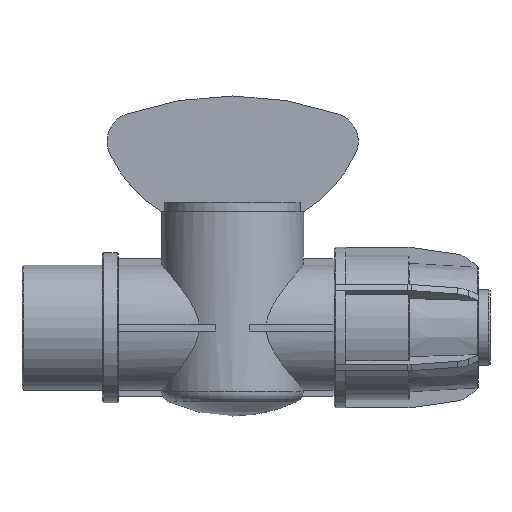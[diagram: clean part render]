
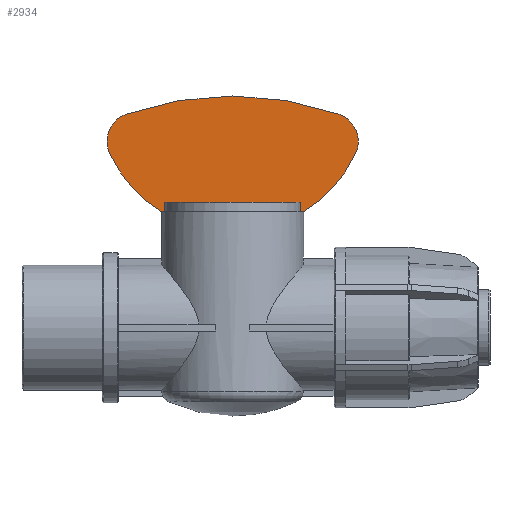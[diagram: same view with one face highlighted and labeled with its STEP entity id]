
A CAD part, front view. The second image highlights one B-rep face of the part: STEP entity #2934.
In plain terms, the highlighted planar face has unit normal (0, -1, 0).
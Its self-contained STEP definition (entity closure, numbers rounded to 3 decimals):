
#148=FACE_OUTER_BOUND('',#313,.T.);
#313=EDGE_LOOP('',(#1992,#1993,#1994,#1995,#1996,#1997,#1998,#1999,#2000,
#2001,#2002,#2003));
#494=CIRCLE('',#3109,6.114);
#495=CIRCLE('',#3111,28.727);
#499=CIRCLE('',#3119,67.653);
#500=CIRCLE('',#3120,6.114);
#501=CIRCLE('',#3121,28.727);
#615=LINE('',#4276,#903);
#616=LINE('',#4280,#904);
#617=LINE('',#4282,#905);
#625=LINE('',#4315,#913);
#626=LINE('',#4318,#914);
#629=LINE('',#4327,#917);
#632=LINE('',#4342,#920);
#903=VECTOR('',#3390,28.723);
#904=VECTOR('',#3395,2.);
#905=VECTOR('',#3396,2.);
#913=VECTOR('',#3428,0.505);
#914=VECTOR('',#3431,0.505);
#917=VECTOR('',#3442,0.134);
#920=VECTOR('',#3461,0.134);
#1191=VERTEX_POINT('',#4274);
#1192=VERTEX_POINT('',#4275);
#1193=VERTEX_POINT('',#4279);
#1194=VERTEX_POINT('',#4281);
#1207=VERTEX_POINT('',#4314);
#1208=VERTEX_POINT('',#4316);
#1210=VERTEX_POINT('',#4325);
#1211=VERTEX_POINT('',#4329);
#1212=VERTEX_POINT('',#4331);
#1214=VERTEX_POINT('',#4341);
#1215=VERTEX_POINT('',#4348);
#1216=VERTEX_POINT('',#4350);
#1492=EDGE_CURVE('',#1191,#1192,#615,.T.);
#1494=EDGE_CURVE('',#1192,#1193,#616,.T.);
#1495=EDGE_CURVE('',#1194,#1191,#617,.T.);
#1511=EDGE_CURVE('',#1194,#1207,#625,.T.);
#1513=EDGE_CURVE('',#1208,#1193,#626,.T.);
#1518=EDGE_CURVE('',#1210,#1208,#629,.T.);
#1520=EDGE_CURVE('',#1211,#1212,#494,.T.);
#1522=EDGE_CURVE('',#1212,#1210,#495,.T.);
#1525=EDGE_CURVE('',#1214,#1207,#632,.T.);
#1529=EDGE_CURVE('',#1215,#1211,#499,.T.);
#1530=EDGE_CURVE('',#1215,#1216,#500,.T.);
#1531=EDGE_CURVE('',#1216,#1214,#501,.T.);
#1992=ORIENTED_EDGE('',*,*,#1494,.T.);
#1993=ORIENTED_EDGE('',*,*,#1513,.F.);
#1994=ORIENTED_EDGE('',*,*,#1518,.F.);
#1995=ORIENTED_EDGE('',*,*,#1522,.F.);
#1996=ORIENTED_EDGE('',*,*,#1520,.F.);
#1997=ORIENTED_EDGE('',*,*,#1529,.F.);
#1998=ORIENTED_EDGE('',*,*,#1530,.T.);
#1999=ORIENTED_EDGE('',*,*,#1531,.T.);
#2000=ORIENTED_EDGE('',*,*,#1525,.T.);
#2001=ORIENTED_EDGE('',*,*,#1511,.F.);
#2002=ORIENTED_EDGE('',*,*,#1495,.T.);
#2003=ORIENTED_EDGE('',*,*,#1492,.T.);
#2842=PLANE('',#3118);
#2934=ADVANCED_FACE('',(#148),#2842,.F.);
#3109=AXIS2_PLACEMENT_3D('',#4332,#3446,#3447);
#3111=AXIS2_PLACEMENT_3D('',#4335,#3451,#3452);
#3118=AXIS2_PLACEMENT_3D('',#4347,#3468,#3469);
#3119=AXIS2_PLACEMENT_3D('',#4349,#3470,#3471);
#3120=AXIS2_PLACEMENT_3D('',#4351,#3472,#3473);
#3121=AXIS2_PLACEMENT_3D('',#4352,#3474,#3475);
#3390=DIRECTION('',(1.,0.,0.));
#3395=DIRECTION('',(0.,0.,-1.));
#3396=DIRECTION('',(0.,0.,1.));
#3428=DIRECTION('',(-1.,0.,0.));
#3431=DIRECTION('',(-1.,0.,0.));
#3442=DIRECTION('',(-1.,0.,0.));
#3446=DIRECTION('center_axis',(0.,1.,0.));
#3447=DIRECTION('ref_axis',(-0.905,0.,0.425));
#3451=DIRECTION('center_axis',(0.,1.,0.));
#3452=DIRECTION('ref_axis',(-0.522,0.,0.853));
#3461=DIRECTION('',(1.,0.,0.));
#3468=DIRECTION('center_axis',(0.,1.,0.));
#3469=DIRECTION('ref_axis',(0.,0.,1.));
#3470=DIRECTION('center_axis',(0.,1.,0.));
#3471=DIRECTION('ref_axis',(-0.333,0.,-0.943));
#3472=DIRECTION('center_axis',(0.,-1.,0.));
#3473=DIRECTION('ref_axis',(0.905,0.,0.425));
#3474=DIRECTION('center_axis',(0.,-1.,0.));
#3475=DIRECTION('ref_axis',(0.522,0.,0.853));
#4274=CARTESIAN_POINT('',(-19.311,-2.,26.5));
#4275=CARTESIAN_POINT('',(9.411,-2.,26.5));
#4276=CARTESIAN_POINT('',(-9.941,-2.,26.5));
#4279=CARTESIAN_POINT('',(9.411,-2.,24.5));
#4280=CARTESIAN_POINT('',(9.411,-2.,24.5));
#4281=CARTESIAN_POINT('',(-19.311,-2.,24.5));
#4282=CARTESIAN_POINT('',(-19.311,-2.,24.5));
#4314=CARTESIAN_POINT('',(-19.816,-2.,24.5));
#4315=CARTESIAN_POINT('',(-17.441,-2.,24.5));
#4316=CARTESIAN_POINT('',(9.916,-2.,24.5));
#4318=CARTESIAN_POINT('',(-17.441,-2.,24.5));
#4325=CARTESIAN_POINT('',(10.05,-2.,24.5));
#4327=CARTESIAN_POINT('',(10.05,-2.,24.5));
#4329=CARTESIAN_POINT('',(17.55,-2.,45.149));
#4331=CARTESIAN_POINT('',(21.05,-2.,36.783));
#4332=CARTESIAN_POINT('Origin',(15.517,-2.,39.383));
#4335=CARTESIAN_POINT('Origin',(-4.95,-2.,49.));
#4341=CARTESIAN_POINT('',(-19.95,-2.,24.5));
#4342=CARTESIAN_POINT('',(-19.95,-2.,24.5));
#4347=CARTESIAN_POINT('Origin',(-14.932,-2.,36.2));
#4348=CARTESIAN_POINT('',(-27.45,-2.,45.149));
#4349=CARTESIAN_POINT('Origin',(-4.95,-2.,-18.653));
#4350=CARTESIAN_POINT('',(-30.95,-2.,36.783));
#4351=CARTESIAN_POINT('Origin',(-25.417,-2.,39.383));
#4352=CARTESIAN_POINT('Origin',(-4.95,-2.,49.));
